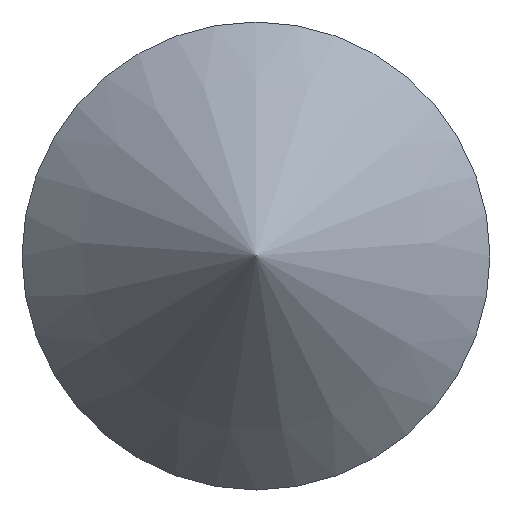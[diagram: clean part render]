
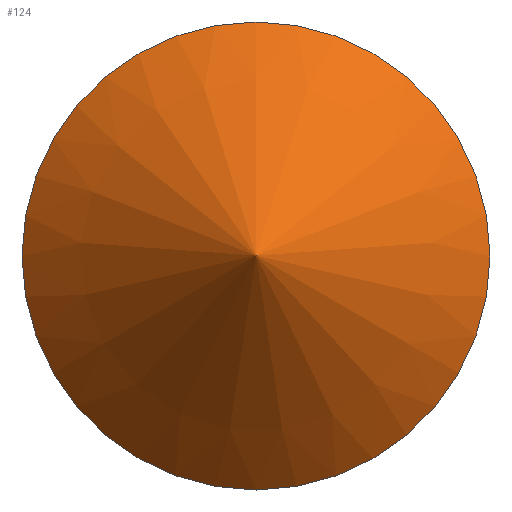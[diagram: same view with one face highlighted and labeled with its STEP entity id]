
A CAD part, top view. The second image highlights one B-rep face of the part: STEP entity #124.
In plain terms, the highlighted conical face has half-angle 45 degrees and reference radius 10.75 mm.
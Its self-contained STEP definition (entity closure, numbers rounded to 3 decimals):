
#81=CARTESIAN_POINT('',(-0.,0.8,65.257));
#82=DIRECTION('',(0.,0.,-1.));
#83=DIRECTION('',(-0.,1.,0.));
#84=AXIS2_PLACEMENT_3D('',#81,#82,#83);
#85=CONICAL_SURFACE('',#84,10.75,45.);
#86=CARTESIAN_POINT('',(-0.,11.675,65.132));
#87=VERTEX_POINT('',#86);
#88=CARTESIAN_POINT('',(-0.,0.8,76.007));
#89=VERTEX_POINT('',#88);
#90=CARTESIAN_POINT('',(-0.,11.675,65.132));
#91=DIRECTION('',(-0.,-0.707,0.707));
#92=VECTOR('',#91,15.38);
#93=LINE('',#90,#92);
#94=EDGE_CURVE('',#87,#89,#93,.T.);
#95=ORIENTED_EDGE('',*,*,#94,.T.);
#96=ORIENTED_EDGE('',*,*,#94,.F.);
#97=CARTESIAN_POINT('',(-0.,-10.075,65.132));
#98=VERTEX_POINT('',#97);
#99=CARTESIAN_POINT('',(-0.,0.8,65.132));
#100=DIRECTION('',(-0.,-0.,1.));
#101=DIRECTION('',(0.,-1.,-0.));
#102=AXIS2_PLACEMENT_3D('',#99,#100,#101);
#103=CIRCLE('',#102,10.875);
#104=EDGE_CURVE('',#87,#98,#103,.T.);
#105=ORIENTED_EDGE('',*,*,#104,.T.);
#106=CARTESIAN_POINT('',(10.875,0.8,65.132));
#107=VERTEX_POINT('',#106);
#108=CARTESIAN_POINT('',(-0.,0.8,65.132));
#109=DIRECTION('',(-0.,-0.,1.));
#110=DIRECTION('',(0.,-1.,-0.));
#111=AXIS2_PLACEMENT_3D('',#108,#109,#110);
#112=CIRCLE('',#111,10.875);
#113=EDGE_CURVE('',#98,#107,#112,.T.);
#114=ORIENTED_EDGE('',*,*,#113,.T.);
#115=CARTESIAN_POINT('',(-0.,0.8,65.132));
#116=DIRECTION('',(-0.,-0.,1.));
#117=DIRECTION('',(0.,-1.,-0.));
#118=AXIS2_PLACEMENT_3D('',#115,#116,#117);
#119=CIRCLE('',#118,10.875);
#120=EDGE_CURVE('',#107,#87,#119,.T.);
#121=ORIENTED_EDGE('',*,*,#120,.T.);
#122=EDGE_LOOP('',(#95,#96,#105,#114,#121));
#123=FACE_BOUND('',#122,.T.);
#124=ADVANCED_FACE('',(#123),#85,.T.);
